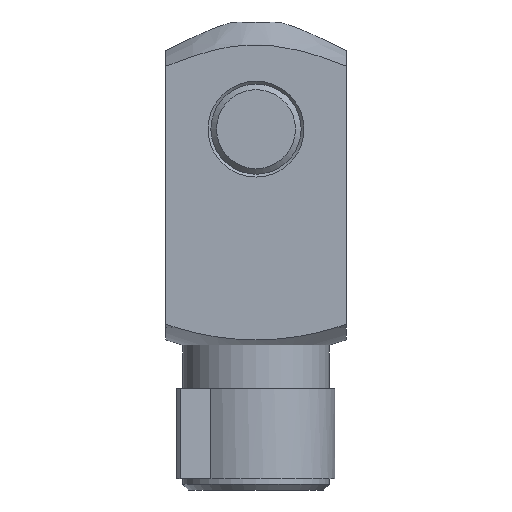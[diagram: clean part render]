
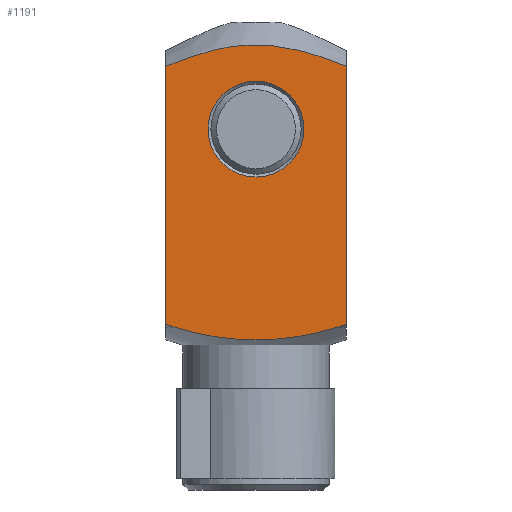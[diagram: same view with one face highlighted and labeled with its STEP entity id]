
A CAD part, front view. The second image highlights one B-rep face of the part: STEP entity #1191.
In plain terms, the highlighted planar face has unit normal (0, -1, 0).
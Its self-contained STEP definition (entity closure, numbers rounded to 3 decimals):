
#19=(
BOUNDED_CURVE()
B_SPLINE_CURVE(2,(#2004,#2005,#2006),.UNSPECIFIED.,.F.,.F.)
B_SPLINE_CURVE_WITH_KNOTS((3,3),(6.218,17.726),
 .UNSPECIFIED.)
CURVE()
GEOMETRIC_REPRESENTATION_ITEM()
RATIONAL_B_SPLINE_CURVE((3.22,4.553,3.22))
REPRESENTATION_ITEM('')
);
#20=(
BOUNDED_CURVE()
B_SPLINE_CURVE(2,(#2008,#2009,#2010),.UNSPECIFIED.,.F.,.F.)
B_SPLINE_CURVE_WITH_KNOTS((3,3),(-21.469,-20.831),
 .UNSPECIFIED.)
CURVE()
GEOMETRIC_REPRESENTATION_ITEM()
RATIONAL_B_SPLINE_CURVE((3.937,4.013,4.082))
REPRESENTATION_ITEM('')
);
#29=B_SPLINE_CURVE_WITH_KNOTS('',3,(#2013,#2014,#2015,#2016),
 .UNSPECIFIED.,.F.,.F.,(4,4),(0.061,0.063),
 .UNSPECIFIED.);
#115=FACE_BOUND('',#323,.T.);
#165=CIRCLE('',#1308,47.371);
#166=CIRCLE('',#1309,8.5);
#232=FACE_OUTER_BOUND('',#322,.T.);
#322=EDGE_LOOP('',(#1015,#1016,#1017,#1018,#1019,#1020));
#323=EDGE_LOOP('',(#1021));
#426=LINE('',#1978,#508);
#428=LINE('',#2003,#510);
#508=VECTOR('',#1603,45.745);
#510=VECTOR('',#1613,45.745);
#604=VERTEX_POINT('',#1976);
#605=VERTEX_POINT('',#1977);
#610=VERTEX_POINT('',#2001);
#611=VERTEX_POINT('',#2002);
#612=VERTEX_POINT('',#2007);
#613=VERTEX_POINT('',#2011);
#614=VERTEX_POINT('',#2017);
#747=EDGE_CURVE('',#604,#605,#426,.T.);
#756=EDGE_CURVE('',#610,#611,#428,.T.);
#757=EDGE_CURVE('',#610,#604,#19,.F.);
#758=EDGE_CURVE('',#605,#612,#20,.T.);
#759=EDGE_CURVE('',#613,#612,#165,.T.);
#760=EDGE_CURVE('',#613,#611,#29,.T.);
#761=EDGE_CURVE('',#614,#614,#166,.T.);
#1015=ORIENTED_EDGE('',*,*,#756,.F.);
#1016=ORIENTED_EDGE('',*,*,#757,.T.);
#1017=ORIENTED_EDGE('',*,*,#747,.T.);
#1018=ORIENTED_EDGE('',*,*,#758,.T.);
#1019=ORIENTED_EDGE('',*,*,#759,.F.);
#1020=ORIENTED_EDGE('',*,*,#760,.T.);
#1021=ORIENTED_EDGE('',*,*,#761,.T.);
#1133=PLANE('',#1307);
#1191=ADVANCED_FACE('',(#232,#115),#1133,.F.);
#1307=AXIS2_PLACEMENT_3D('',#2000,#1611,#1612);
#1308=AXIS2_PLACEMENT_3D('',#2012,#1614,#1615);
#1309=AXIS2_PLACEMENT_3D('',#2018,#1616,#1617);
#1603=DIRECTION('',(0.,0.,-1.));
#1611=DIRECTION('center_axis',(0.,1.,0.));
#1612=DIRECTION('ref_axis',(-1.,0.,0.));
#1613=DIRECTION('',(0.,0.,-1.));
#1614=DIRECTION('center_axis',(0.,1.,0.));
#1615=DIRECTION('ref_axis',(-1.,0.,0.));
#1616=DIRECTION('center_axis',(0.,1.,0.));
#1617=DIRECTION('ref_axis',(-1.,0.,0.));
#1976=CARTESIAN_POINT('',(-16.,-16.,51.132));
#1977=CARTESIAN_POINT('',(-16.,-16.,5.387));
#1978=CARTESIAN_POINT('',(-16.,-16.,59.));
#2000=CARTESIAN_POINT('Origin',(-16.,-16.,59.));
#2001=CARTESIAN_POINT('',(16.,-16.,51.132));
#2002=CARTESIAN_POINT('',(16.,-16.,5.387));
#2003=CARTESIAN_POINT('',(16.,-16.,59.));
#2004=CARTESIAN_POINT('Ctrl Pts',(-16.,-16.,51.132));
#2005=CARTESIAN_POINT('Ctrl Pts',(0.,-16.,57.664));
#2006=CARTESIAN_POINT('Ctrl Pts',(16.,-16.,51.132));
#2007=CARTESIAN_POINT('',(-13.989,-16.,4.742));
#2008=CARTESIAN_POINT('Ctrl Pts',(-16.,-16.,5.387));
#2009=CARTESIAN_POINT('Ctrl Pts',(-14.963,-16.,5.043));
#2010=CARTESIAN_POINT('Ctrl Pts',(-13.989,-16.,4.742));
#2011=CARTESIAN_POINT('',(13.989,-16.,4.742));
#2012=CARTESIAN_POINT('Origin',(0.,-16.,50.));
#2013=CARTESIAN_POINT('Ctrl Pts',(13.989,-16.,4.742));
#2014=CARTESIAN_POINT('Ctrl Pts',(14.661,-16.,4.949));
#2015=CARTESIAN_POINT('Ctrl Pts',(15.332,-16.,5.165));
#2016=CARTESIAN_POINT('Ctrl Pts',(16.,-16.,5.387));
#2017=CARTESIAN_POINT('',(-8.5,-16.,40.));
#2018=CARTESIAN_POINT('Origin',(0.,-16.,40.));
